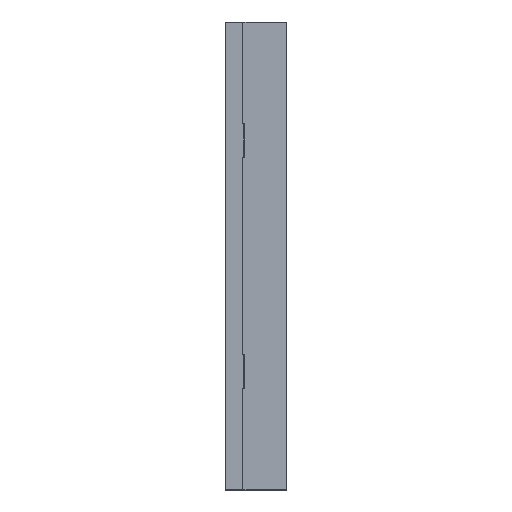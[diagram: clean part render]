
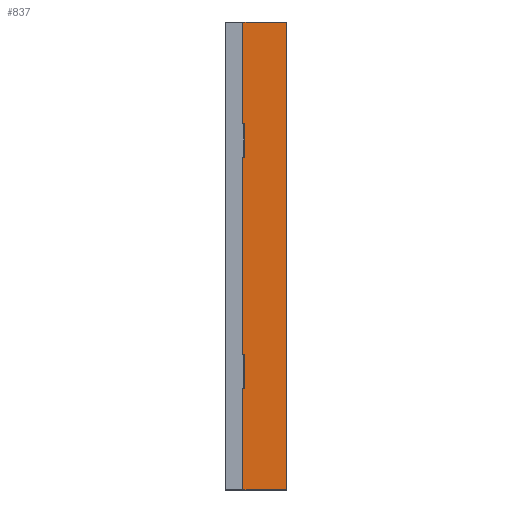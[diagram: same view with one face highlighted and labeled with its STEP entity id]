
A CAD part, top view. The second image highlights one B-rep face of the part: STEP entity #837.
In plain terms, the highlighted planar face has unit normal (0, 0, 1).
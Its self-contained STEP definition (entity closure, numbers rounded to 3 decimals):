
#26 = CARTESIAN_POINT ( 'NONE',  ( 28.8, -380., -1.1 ) ) ;
#58 = DIRECTION ( 'NONE',  ( -1., 0., 0. ) ) ;
#94 = AXIS2_PLACEMENT_3D ( 'NONE', #169, #356, #58 ) ;
#104 = VERTEX_POINT ( 'NONE', #26 ) ;
#153 = VECTOR ( 'NONE', #280, 1000. ) ;
#169 = CARTESIAN_POINT ( 'NONE',  ( 50.525, 0., -1.1 ) ) ;
#172 = CARTESIAN_POINT ( 'NONE',  ( 28.8, -480.022, -1.1 ) ) ;
#192 = VECTOR ( 'NONE', #535, 1000. ) ;
#244 = CARTESIAN_POINT ( 'NONE',  ( 50.525, 380., -1.1 ) ) ;
#260 = LINE ( 'NONE', #172, #1034 ) ;
#268 = LINE ( 'NONE', #286, #153 ) ;
#280 = DIRECTION ( 'NONE',  ( 1., 0., 0. ) ) ;
#286 = CARTESIAN_POINT ( 'NONE',  ( 50.525, -380., -1.1 ) ) ;
#356 = DIRECTION ( 'NONE',  ( 0., 0., -1. ) ) ;
#414 = EDGE_CURVE ( 'NONE', #1222, #673, #774, .T. ) ;
#418 = EDGE_LOOP ( 'NONE', ( #694, #600, #1061, #567 ) ) ;
#491 = CARTESIAN_POINT ( 'NONE',  ( 28.8, 380., -1.1 ) ) ;
#526 = LINE ( 'NONE', #244, #192 ) ;
#528 = EDGE_CURVE ( 'NONE', #104, #1222, #268, .T. ) ;
#535 = DIRECTION ( 'NONE',  ( -1., 0., 0. ) ) ;
#567 = ORIENTED_EDGE ( 'NONE', *, *, #414, .T. ) ;
#600 = ORIENTED_EDGE ( 'NONE', *, *, #1092, .F. ) ;
#673 = VERTEX_POINT ( 'NONE', #1002 ) ;
#691 = VERTEX_POINT ( 'NONE', #491 ) ;
#694 = ORIENTED_EDGE ( 'NONE', *, *, #757, .T. ) ;
#757 = EDGE_CURVE ( 'NONE', #673, #691, #526, .T. ) ;
#765 = DIRECTION ( 'NONE',  ( 0., 1., 0. ) ) ;
#774 = LINE ( 'NONE', #1085, #1288 ) ;
#837 = ADVANCED_FACE ( 'NONE', ( #1260 ), #1063, .F. ) ;
#1002 = CARTESIAN_POINT ( 'NONE',  ( 100., 380., -1.1 ) ) ;
#1034 = VECTOR ( 'NONE', #765, 1000. ) ;
#1050 = CARTESIAN_POINT ( 'NONE',  ( 100., -380., -1.1 ) ) ;
#1061 = ORIENTED_EDGE ( 'NONE', *, *, #528, .T. ) ;
#1063 = PLANE ( 'NONE',  #94 ) ;
#1085 = CARTESIAN_POINT ( 'NONE',  ( 100., 0., -1.1 ) ) ;
#1092 = EDGE_CURVE ( 'NONE', #104, #691, #260, .T. ) ;
#1172 = DIRECTION ( 'NONE',  ( 0., 1., 0. ) ) ;
#1222 = VERTEX_POINT ( 'NONE', #1050 ) ;
#1260 = FACE_OUTER_BOUND ( 'NONE', #418, .T. ) ;
#1288 = VECTOR ( 'NONE', #1172, 1000. ) ;
